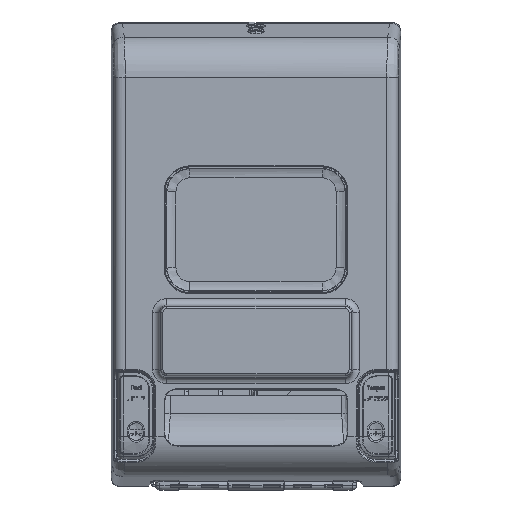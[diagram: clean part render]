
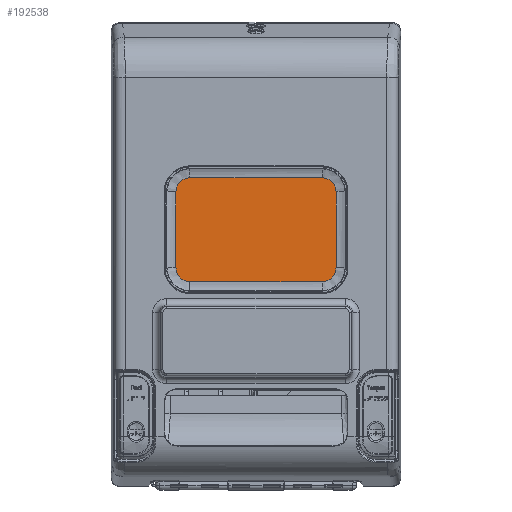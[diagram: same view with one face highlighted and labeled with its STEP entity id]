
A CAD part, top view. The second image highlights one B-rep face of the part: STEP entity #192538.
In plain terms, the highlighted planar face has unit normal (0, 0, 1).
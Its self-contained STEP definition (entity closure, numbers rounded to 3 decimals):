
#2038 = ORIENTED_EDGE ( 'NONE', *, *, #89976, .F. ) ;
#9049 = CARTESIAN_POINT ( 'NONE',  ( -3.701, -1.536, 6.777 ) ) ;
#9742 = VERTEX_POINT ( 'NONE', #75434 ) ;
#9761 = DIRECTION ( 'NONE',  ( 0., 0., 1. ) ) ;
#10943 = FACE_OUTER_BOUND ( 'NONE', #164533, .T. ) ;
#15266 = CIRCLE ( 'NONE', #144784, 0.788 ) ;
#16991 = DIRECTION ( 'NONE',  ( 0., 1., 0. ) ) ;
#18153 = DIRECTION ( 'NONE',  ( 0., 0., -1. ) ) ;
#21468 = VECTOR ( 'NONE', #234202, 39.37 ) ;
#27956 = VERTEX_POINT ( 'NONE', #64541 ) ;
#28516 = LINE ( 'NONE', #173912, #89633 ) ;
#32036 = CIRCLE ( 'NONE', #47315, 0.788 ) ;
#36445 = VERTEX_POINT ( 'NONE', #175504 ) ;
#38247 = DIRECTION ( 'NONE',  ( 0., 0., -1. ) ) ;
#38563 = AXIS2_PLACEMENT_3D ( 'NONE', #185226, #129259, #77935 ) ;
#38959 = CARTESIAN_POINT ( 'NONE',  ( 4.489, -0.748, 6.777 ) ) ;
#42220 = DIRECTION ( 'NONE',  ( 0., 0., -1. ) ) ;
#46533 = CIRCLE ( 'NONE', #172103, 0.788 ) ;
#47315 = AXIS2_PLACEMENT_3D ( 'NONE', #56852, #137737, #84071 ) ;
#51016 = DIRECTION ( 'NONE',  ( 0., 0., -1. ) ) ;
#51944 = ORIENTED_EDGE ( 'NONE', *, *, #64554, .F. ) ;
#55030 = VERTEX_POINT ( 'NONE', #9049 ) ;
#56852 = CARTESIAN_POINT ( 'NONE',  ( -3.701, 3.504, 6.777 ) ) ;
#58579 = CARTESIAN_POINT ( 'NONE',  ( -3.701, -0.748, 6.777 ) ) ;
#60005 = EDGE_CURVE ( 'NONE', #55030, #204590, #46533, .T. ) ;
#61231 = CIRCLE ( 'NONE', #156318, 0.788 ) ;
#63848 = DIRECTION ( 'NONE',  ( 0., 0., -1. ) ) ;
#64541 = CARTESIAN_POINT ( 'NONE',  ( -4.489, 3.504, 6.777 ) ) ;
#64554 = EDGE_CURVE ( 'NONE', #27956, #9742, #32036, .T. ) ;
#66235 = ORIENTED_EDGE ( 'NONE', *, *, #115456, .F. ) ;
#68263 = EDGE_CURVE ( 'NONE', #76922, #133989, #144740, .T. ) ;
#70122 = CARTESIAN_POINT ( 'NONE',  ( -3.7, 4.292, 6.777 ) ) ;
#72797 = VERTEX_POINT ( 'NONE', #175249 ) ;
#73602 = CARTESIAN_POINT ( 'NONE',  ( 4.489, -0.748, 6.777 ) ) ;
#74112 = DIRECTION ( 'NONE',  ( 0., -1., 0. ) ) ;
#74698 = DIRECTION ( 'NONE',  ( 0., 1., 0. ) ) ;
#75434 = CARTESIAN_POINT ( 'NONE',  ( -4.489, 3.504, 6.777 ) ) ;
#76922 = VERTEX_POINT ( 'NONE', #223448 ) ;
#77935 = DIRECTION ( 'NONE',  ( 1., 0., 0. ) ) ;
#82421 = VERTEX_POINT ( 'NONE', #220672 ) ;
#83336 = DIRECTION ( 'NONE',  ( 0., -1., 0. ) ) ;
#84071 = DIRECTION ( 'NONE',  ( -1., 0., 0. ) ) ;
#84718 = ORIENTED_EDGE ( 'NONE', *, *, #87099, .F. ) ;
#87099 = EDGE_CURVE ( 'NONE', #36445, #72797, #132726, .T. ) ;
#89633 = VECTOR ( 'NONE', #83336, 39.37 ) ;
#89976 = EDGE_CURVE ( 'NONE', #82421, #55030, #15266, .T. ) ;
#92555 = LINE ( 'NONE', #111655, #119339 ) ;
#93059 = CARTESIAN_POINT ( 'NONE',  ( -3.701, 3.504, 6.777 ) ) ;
#94941 = LINE ( 'NONE', #38959, #196747 ) ;
#108968 = CARTESIAN_POINT ( 'NONE',  ( 3.701, 4.292, 6.777 ) ) ;
#111028 = EDGE_CURVE ( 'NONE', #159518, #185758, #185810, .T. ) ;
#111655 = CARTESIAN_POINT ( 'NONE',  ( -3.701, -1.536, 6.777 ) ) ;
#115166 = DIRECTION ( 'NONE',  ( 1., 0., 0. ) ) ;
#115456 = EDGE_CURVE ( 'NONE', #133048, #159518, #122286, .T. ) ;
#118110 = ORIENTED_EDGE ( 'NONE', *, *, #203336, .T. ) ;
#119339 = VECTOR ( 'NONE', #115166, 39.37 ) ;
#121149 = AXIS2_PLACEMENT_3D ( 'NONE', #214338, #51016, #123756 ) ;
#122261 = CARTESIAN_POINT ( 'NONE',  ( -4.489, -0.748, 6.777 ) ) ;
#122286 = CIRCLE ( 'NONE', #38563, 0.788 ) ;
#123756 = DIRECTION ( 'NONE',  ( 1., 0., 0. ) ) ;
#125070 = AXIS2_PLACEMENT_3D ( 'NONE', #145723, #18153, #16991 ) ;
#127327 = ORIENTED_EDGE ( 'NONE', *, *, #111028, .F. ) ;
#129259 = DIRECTION ( 'NONE',  ( 0., 0., -1. ) ) ;
#131763 = ORIENTED_EDGE ( 'NONE', *, *, #60005, .F. ) ;
#132726 = CIRCLE ( 'NONE', #125070, 0.788 ) ;
#132820 = DIRECTION ( 'NONE',  ( 0., -1., 0. ) ) ;
#133048 = VERTEX_POINT ( 'NONE', #73602 ) ;
#133989 = VERTEX_POINT ( 'NONE', #70122 ) ;
#137737 = DIRECTION ( 'NONE',  ( 0., 0., -1. ) ) ;
#144740 = LINE ( 'NONE', #108968, #21468 ) ;
#144784 = AXIS2_PLACEMENT_3D ( 'NONE', #58579, #145642, #74112 ) ;
#145642 = DIRECTION ( 'NONE',  ( 0., 0., -1. ) ) ;
#145723 = CARTESIAN_POINT ( 'NONE',  ( 3.701, 3.504, 6.777 ) ) ;
#146416 = ORIENTED_EDGE ( 'NONE', *, *, #198674, .F. ) ;
#150563 = DIRECTION ( 'NONE',  ( 1., 0., 0. ) ) ;
#152636 = EDGE_CURVE ( 'NONE', #82421, #185758, #92555, .T. ) ;
#153253 = CIRCLE ( 'NONE', #168410, 0.788 ) ;
#156318 = AXIS2_PLACEMENT_3D ( 'NONE', #93059, #38247, #169274 ) ;
#159518 = VERTEX_POINT ( 'NONE', #184878 ) ;
#164533 = EDGE_LOOP ( 'NONE', ( #227330, #207690, #51944, #221262, #131763, #2038, #185006, #127327, #66235, #118110, #84718, #146416 ) ) ;
#168410 = AXIS2_PLACEMENT_3D ( 'NONE', #174639, #63848, #226006 ) ;
#169274 = DIRECTION ( 'NONE',  ( -1., 0., 0. ) ) ;
#172103 = AXIS2_PLACEMENT_3D ( 'NONE', #225796, #42220, #132820 ) ;
#173107 = PLANE ( 'NONE',  #201814 ) ;
#173912 = CARTESIAN_POINT ( 'NONE',  ( -4.489, 3.504, 6.777 ) ) ;
#174639 = CARTESIAN_POINT ( 'NONE',  ( 3.701, 3.504, 6.777 ) ) ;
#175249 = CARTESIAN_POINT ( 'NONE',  ( 4.489, 3.503, 6.777 ) ) ;
#175504 = CARTESIAN_POINT ( 'NONE',  ( 3.701, 4.292, 6.777 ) ) ;
#181526 = EDGE_CURVE ( 'NONE', #27956, #204590, #28516, .T. ) ;
#184878 = CARTESIAN_POINT ( 'NONE',  ( 4.489, -0.748, 6.777 ) ) ;
#185006 = ORIENTED_EDGE ( 'NONE', *, *, #152636, .T. ) ;
#185226 = CARTESIAN_POINT ( 'NONE',  ( 3.701, -0.748, 6.777 ) ) ;
#185758 = VERTEX_POINT ( 'NONE', #216757 ) ;
#185810 = CIRCLE ( 'NONE', #121149, 0.788 ) ;
#192538 = ADVANCED_FACE ( 'NONE', ( #10943 ), #173107, .T. ) ;
#195703 = EDGE_CURVE ( 'NONE', #9742, #133989, #61231, .T. ) ;
#196747 = VECTOR ( 'NONE', #74698, 39.37 ) ;
#198674 = EDGE_CURVE ( 'NONE', #76922, #36445, #153253, .T. ) ;
#201814 = AXIS2_PLACEMENT_3D ( 'NONE', #207756, #9761, #150563 ) ;
#203336 = EDGE_CURVE ( 'NONE', #133048, #72797, #94941, .T. ) ;
#204590 = VERTEX_POINT ( 'NONE', #122261 ) ;
#207690 = ORIENTED_EDGE ( 'NONE', *, *, #195703, .F. ) ;
#207756 = CARTESIAN_POINT ( 'NONE',  ( -3.701, -0.748, 6.777 ) ) ;
#214338 = CARTESIAN_POINT ( 'NONE',  ( 3.701, -0.748, 6.777 ) ) ;
#216757 = CARTESIAN_POINT ( 'NONE',  ( 3.7, -1.536, 6.777 ) ) ;
#220672 = CARTESIAN_POINT ( 'NONE',  ( -3.701, -1.536, 6.777 ) ) ;
#221262 = ORIENTED_EDGE ( 'NONE', *, *, #181526, .T. ) ;
#223448 = CARTESIAN_POINT ( 'NONE',  ( 3.701, 4.292, 6.777 ) ) ;
#225796 = CARTESIAN_POINT ( 'NONE',  ( -3.701, -0.748, 6.777 ) ) ;
#226006 = DIRECTION ( 'NONE',  ( 0., 1., 0. ) ) ;
#227330 = ORIENTED_EDGE ( 'NONE', *, *, #68263, .T. ) ;
#234202 = DIRECTION ( 'NONE',  ( -1., 0., 0. ) ) ;
